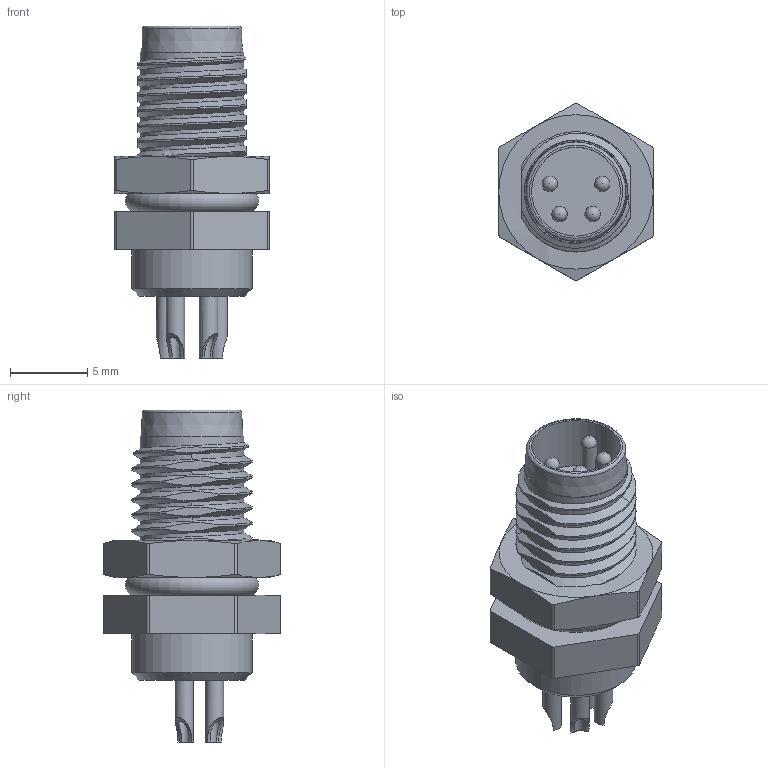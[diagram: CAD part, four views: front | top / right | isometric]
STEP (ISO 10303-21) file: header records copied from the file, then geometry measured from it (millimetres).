
FILE_DESCRIPTION(/* description */ (''),/* implementation_level */ '2;1');
FILE_NAME(/* name */ '3D_1620043012501-M8-M04-BKR-M8-C_V1.0.stp',/* time_stamp */ '2023-11-09T15:13:11+08:00',/* author */ (''),/* organization */ (''),/* preprocessor_version */ 'ST-DEVELOPER v18.1',/* originating_system */ 'SIEMENS PLM Software NX 1980',/* authorisation */ '');
FILE_SCHEMA (('AUTOMOTIVE_DESIGN { 1 0 10303 214 3 1 1 1 }'));
Length unit declared in the file: millimetre
Products named in the file (1): 3D_1620043012501-M8-M04-BKR-M8-C_V1.0
Bounding box: 10 x 11.49 x 21.49 mm (x, y, z)
Volume: 877 mm3; surface area: 940.1 mm2
Topology: 1 solids, 2 shells, 120 faces, 340 edges, 228 vertices
Faces by surface type: cylinder 50, plane 38, cone 18, bspline 6, torus 4, sphere 4
Full cylindrical faces by diameter (mm): 0.7 x4, 1 x4, 1.2 x4, 5.75 x1, 6.7 x5, 7.8 x1
Entity records: 5138 total; most frequent: CARTESIAN_POINT 2662, ORIENTED_EDGE 546, DIRECTION 393, EDGE_CURVE 273, VERTEX_POINT 200, AXIS2_PLACEMENT_3D 172, B_SPLINE_CURVE_WITH_KNOTS 162, EDGE_LOOP 150
